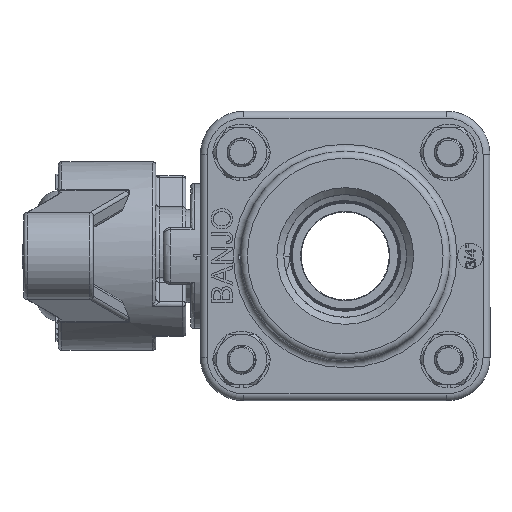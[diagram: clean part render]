
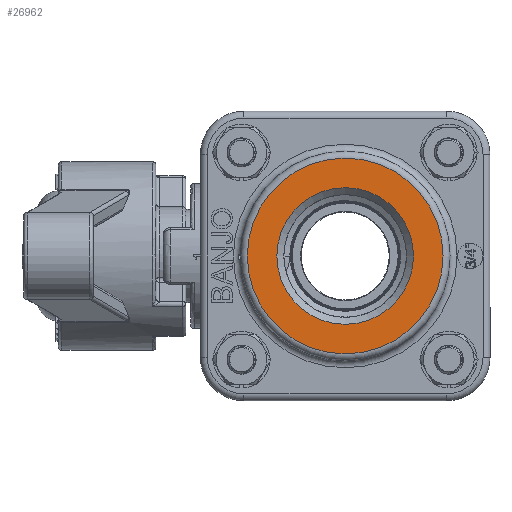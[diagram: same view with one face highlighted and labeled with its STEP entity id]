
A CAD part, left-side view. The second image highlights one B-rep face of the part: STEP entity #26962.
In plain terms, the highlighted face is planar.
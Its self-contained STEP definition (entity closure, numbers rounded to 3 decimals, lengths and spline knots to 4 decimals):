
#1951=FACE_BOUND('',#4296,.T.);
#2612=FACE_OUTER_BOUND('',#4295,.T.);
#4295=EDGE_LOOP('',(#20318));
#4296=EDGE_LOOP('',(#20319));
#5747=CIRCLE('',#29216,0.845);
#5749=CIRCLE('',#29219,0.59);
#11875=VERTEX_POINT('',#46389);
#11876=VERTEX_POINT('',#46393);
#14941=EDGE_CURVE('',#11875,#11875,#5747,.T.);
#14943=EDGE_CURVE('',#11876,#11876,#5749,.T.);
#20318=ORIENTED_EDGE('',*,*,#14941,.F.);
#20319=ORIENTED_EDGE('',*,*,#14943,.F.);
#25892=PLANE('',#29218);
#26962=ADVANCED_FACE('',(#2612,#1951),#25892,.T.);
#29216=AXIS2_PLACEMENT_3D('',#46390,#33225,#33226);
#29218=AXIS2_PLACEMENT_3D('',#46392,#33229,#33230);
#29219=AXIS2_PLACEMENT_3D('',#46394,#33231,#33232);
#33225=DIRECTION('center_axis',(-1.,0.,0.));
#33226=DIRECTION('ref_axis',(0.,-1.,0.));
#33229=DIRECTION('center_axis',(1.,0.,0.));
#33230=DIRECTION('ref_axis',(0.,0.,-1.));
#33231=DIRECTION('center_axis',(1.,0.,0.));
#33232=DIRECTION('ref_axis',(0.,1.,0.));
#46389=CARTESIAN_POINT('',(1.14,0.,0.845));
#46390=CARTESIAN_POINT('Origin',(1.14,0.,0.));
#46392=CARTESIAN_POINT('Origin',(1.14,0.7475,0.));
#46393=CARTESIAN_POINT('',(1.14,-0.59,0.));
#46394=CARTESIAN_POINT('Origin',(1.14,0.,0.));
